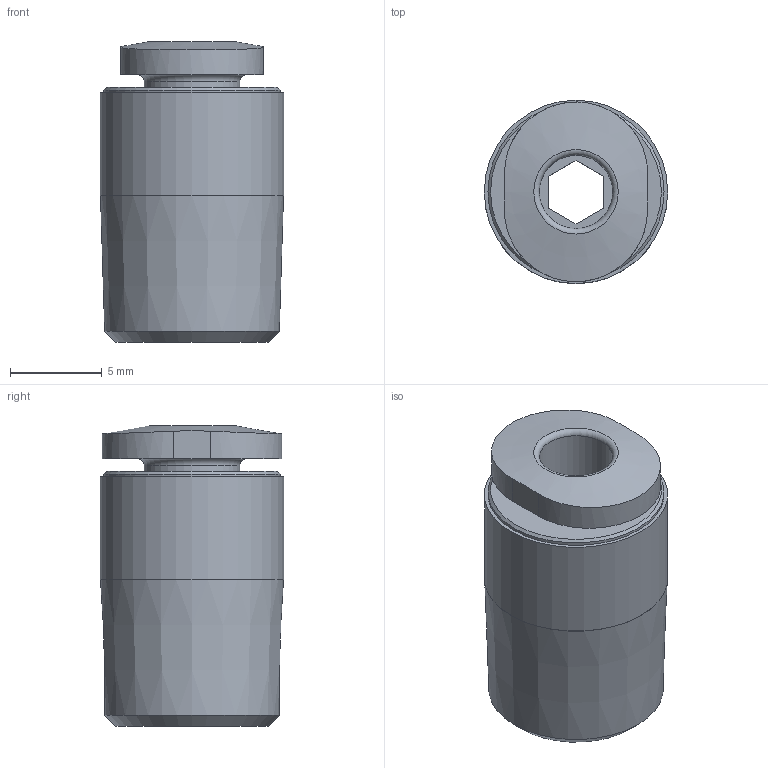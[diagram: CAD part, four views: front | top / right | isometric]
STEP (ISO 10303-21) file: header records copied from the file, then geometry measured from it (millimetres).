
FILE_DESCRIPTION(/* description */ ('STEP AP214'),/* implementation_level */ '2;1');
FILE_NAME(/* name */ '153316_QSM-1_8-4-I',/* time_stamp */ '2024-09-14T08:36:58+02:00',/* author */ ('License CC BY-ND 4.0'),/* organization */ ('CADENAS'),/* preprocessor_version */ 'ST-DEVELOPER v19.3',/* originating_system */ 'PARTsolutions',/* authorisation */ ' ');
FILE_SCHEMA (('AUTOMOTIVE_DESIGN {1 0 10303 214 3 1 1}'));
Length unit declared in the file: millimetre
Products named in the file (1): 153316 QSM-1/8-4-I
Bounding box: 10 x 10 x 16.4 mm (x, y, z)
Volume: 987.1 mm3; surface area: 878.5 mm2
Topology: 1 solids, 1 shells, 26 faces, 55 edges, 35 vertices
Faces by surface type: plane 14, cylinder 6, cone 4, torus 2
Full cylindrical faces by diameter (mm): 4 x1, 5.2 x1, 9.6 x1, 10 x1
Entity records: 856 total; most frequent: CARTESIAN_POINT 123, DIRECTION 110, ORIENTED_EDGE 88, EDGE_CURVE 44, AXIS2_PLACEMENT_3D 43, EDGE_LOOP 42, FACE_BOUND 42, VERTEX_POINT 34
